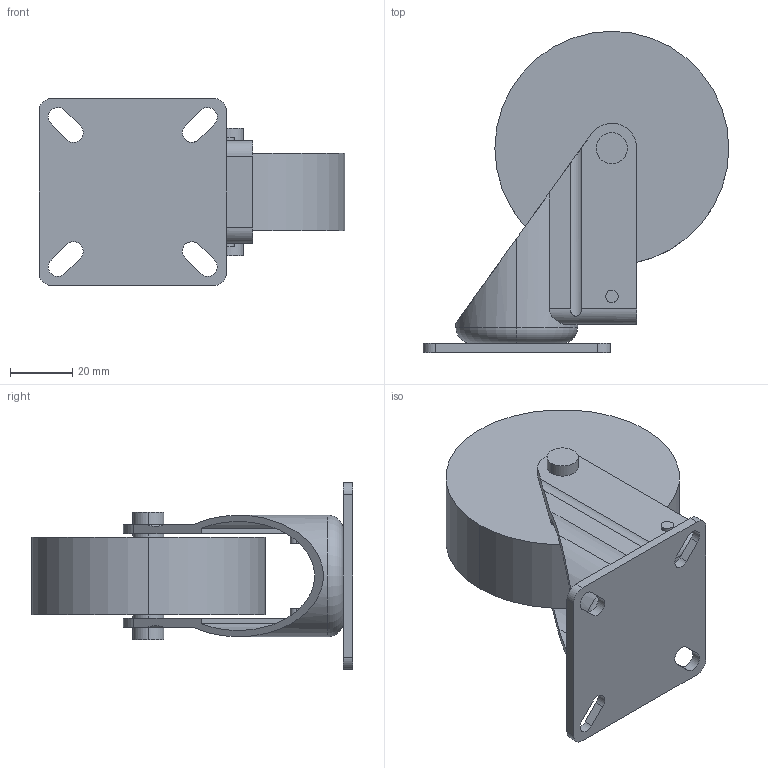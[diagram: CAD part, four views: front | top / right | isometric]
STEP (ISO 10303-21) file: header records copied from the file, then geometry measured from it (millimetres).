
FILE_DESCRIPTION (( 'STEP AP214' ), '1' );
FILE_NAME ('1.45.22075.STEP', '2024-10-10T19:43:24', ( '' ), ( '' ), 'SwSTEP 2.0', 'SolidWorks 2024', '' );
FILE_SCHEMA (( 'AUTOMOTIVE_DESIGN' ));
Length unit declared in the file: millimetre
Products named in the file (1): 1.45.22075
Bounding box: 98 x 102.99 x 60 mm (x, y, z)
Volume: 140454.3 mm3; surface area: 35631.6 mm2
Topology: 1 solids, 1 shells, 89 faces, 236 edges, 156 vertices
Faces by surface type: cylinder 50, plane 35, torus 4
Entity records: 2971 total; most frequent: CARTESIAN_POINT 664, DIRECTION 493, ORIENTED_EDGE 472, EDGE_CURVE 236, AXIS2_PLACEMENT_3D 187, VERTEX_POINT 156, VECTOR 119, LINE 119
